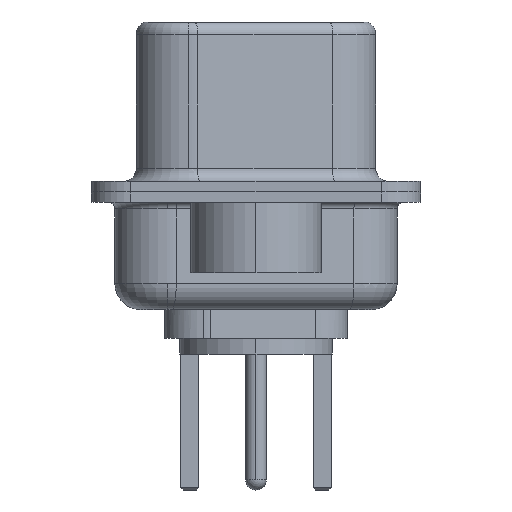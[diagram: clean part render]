
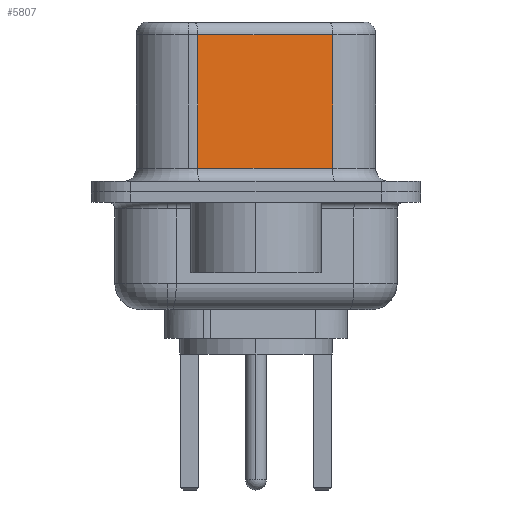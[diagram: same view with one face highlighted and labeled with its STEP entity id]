
A CAD part, left-side view. The second image highlights one B-rep face of the part: STEP entity #5807.
In plain terms, the highlighted planar face has unit normal (-0.985, -0.174, 0).
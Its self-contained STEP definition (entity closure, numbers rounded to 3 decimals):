
#823 = CARTESIAN_POINT ( 'NONE',  ( 3.675, 2.233, 6.02 ) ) ;
#1032 = VECTOR ( 'NONE', #5673, 1000. ) ;
#1721 = VECTOR ( 'NONE', #10216, 1000. ) ;
#2373 = VERTEX_POINT ( 'NONE', #6226 ) ;
#2861 = AXIS2_PLACEMENT_3D ( 'NONE', #4180, #16495, #10724 ) ;
#2927 = VECTOR ( 'NONE', #4424, 1000. ) ;
#4180 = CARTESIAN_POINT ( 'NONE',  ( 4.585, -2.927, 6.52 ) ) ;
#4348 = ORIENTED_EDGE ( 'NONE', *, *, #9614, .T. ) ;
#4424 = DIRECTION ( 'NONE',  ( -0.174, 0.985, 0. ) ) ;
#4694 = LINE ( 'NONE', #8231, #1032 ) ;
#5276 = EDGE_CURVE ( 'NONE', #15259, #2373, #12695, .T. ) ;
#5310 = ORIENTED_EDGE ( 'NONE', *, *, #9780, .T. ) ;
#5328 = EDGE_LOOP ( 'NONE', ( #7581, #5310, #16017, #4348 ) ) ;
#5673 = DIRECTION ( 'NONE',  ( 0., 0., -1. ) ) ;
#5807 = ADVANCED_FACE ( 'NONE', ( #15169 ), #14475, .F. ) ;
#5981 = CARTESIAN_POINT ( 'NONE',  ( 3.675, 2.233, 0.9 ) ) ;
#6226 = CARTESIAN_POINT ( 'NONE',  ( 4.585, -2.927, 0.9 ) ) ;
#6385 = EDGE_CURVE ( 'NONE', #15600, #7353, #4694, .T. ) ;
#6561 = LINE ( 'NONE', #10935, #2927 ) ;
#7353 = VERTEX_POINT ( 'NONE', #5981 ) ;
#7581 = ORIENTED_EDGE ( 'NONE', *, *, #5276, .F. ) ;
#8231 = CARTESIAN_POINT ( 'NONE',  ( 3.675, 2.233, 6.52 ) ) ;
#9126 = VECTOR ( 'NONE', #15525, 1000. ) ;
#9614 = EDGE_CURVE ( 'NONE', #7353, #2373, #16236, .T. ) ;
#9780 = EDGE_CURVE ( 'NONE', #15259, #15600, #6561, .T. ) ;
#10052 = CARTESIAN_POINT ( 'NONE',  ( 4.585, -2.927, 6.52 ) ) ;
#10216 = DIRECTION ( 'NONE',  ( 0., 0., -1. ) ) ;
#10724 = DIRECTION ( 'NONE',  ( -0.174, 0.985, 0. ) ) ;
#10935 = CARTESIAN_POINT ( 'NONE',  ( 4.585, -2.927, 6.02 ) ) ;
#12079 = CARTESIAN_POINT ( 'NONE',  ( 4.585, -2.927, 6.02 ) ) ;
#12695 = LINE ( 'NONE', #10052, #1721 ) ;
#12985 = CARTESIAN_POINT ( 'NONE',  ( 4.585, -2.927, 0.9 ) ) ;
#14475 = PLANE ( 'NONE',  #2861 ) ;
#15169 = FACE_OUTER_BOUND ( 'NONE', #5328, .T. ) ;
#15259 = VERTEX_POINT ( 'NONE', #12079 ) ;
#15525 = DIRECTION ( 'NONE',  ( 0.174, -0.985, 0. ) ) ;
#15600 = VERTEX_POINT ( 'NONE', #823 ) ;
#16017 = ORIENTED_EDGE ( 'NONE', *, *, #6385, .T. ) ;
#16236 = LINE ( 'NONE', #12985, #9126 ) ;
#16495 = DIRECTION ( 'NONE',  ( 0.985, 0.174, 0. ) ) ;
